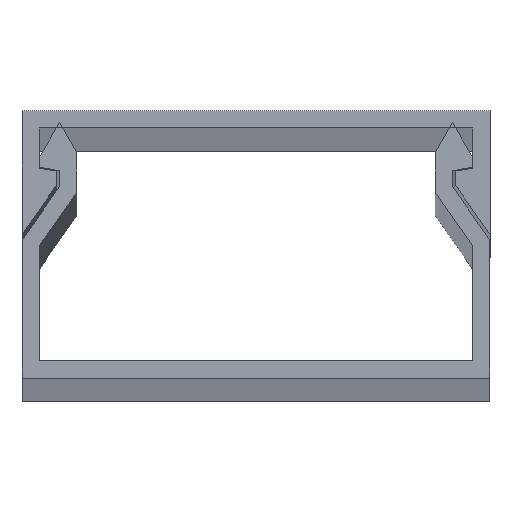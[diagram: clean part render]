
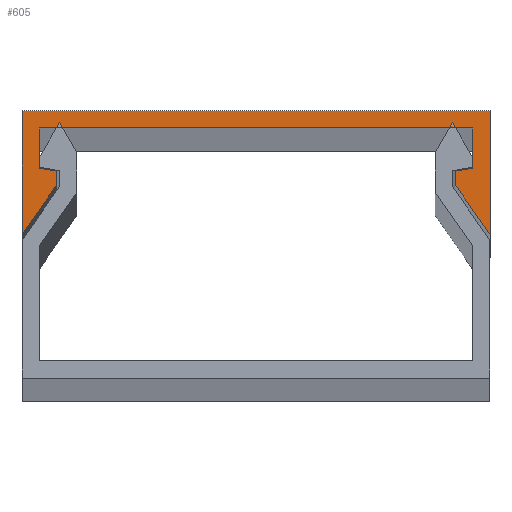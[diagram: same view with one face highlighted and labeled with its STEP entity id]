
A CAD part, top view. The second image highlights one B-rep face of the part: STEP entity #605.
In plain terms, the highlighted planar face has unit normal (0, 0, 1).
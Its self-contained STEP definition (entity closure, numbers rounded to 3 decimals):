
#12 = LINE ( 'NONE', #487, #775 ) ;
#32 = FACE_OUTER_BOUND ( 'NONE', #270, .T. ) ;
#50 = CARTESIAN_POINT ( 'NONE',  ( 32., 31.131, 250. ) ) ;
#56 = CARTESIAN_POINT ( 'NONE',  ( 2.4, 30.145, 250. ) ) ;
#59 = DIRECTION ( 'NONE',  ( 0.985, 0.174, 0. ) ) ;
#93 = EDGE_CURVE ( 'NONE', #1521, #1150, #355, .T. ) ;
#96 = VERTEX_POINT ( 'NONE', #1500 ) ;
#119 = EDGE_CURVE ( 'NONE', #996, #362, #1660, .T. ) ;
#155 = ORIENTED_EDGE ( 'NONE', *, *, #1573, .F. ) ;
#192 = ORIENTED_EDGE ( 'NONE', *, *, #917, .F. ) ;
#195 = ORIENTED_EDGE ( 'NONE', *, *, #877, .F. ) ;
#225 = DIRECTION ( 'NONE',  ( 0., 1., 0. ) ) ;
#227 = CARTESIAN_POINT ( 'NONE',  ( 2.346, 30.068, 250. ) ) ;
#230 = CARTESIAN_POINT ( 'NONE',  ( 32.2, 30.431, 250. ) ) ;
#232 = DIRECTION ( 'NONE',  ( 1., 0., 0. ) ) ;
#235 = DIRECTION ( 'NONE',  ( -0.574, -0.819, 0. ) ) ;
#245 = ORIENTED_EDGE ( 'NONE', *, *, #1193, .F. ) ;
#259 = EDGE_CURVE ( 'NONE', #1194, #1521, #781, .T. ) ;
#270 = EDGE_LOOP ( 'NONE', ( #715, #192, #195, #302, #800, #296, #1038, #1293, #1673, #1217, #155, #245 ) ) ;
#273 = EDGE_CURVE ( 'NONE', #1688, #96, #1754, .T. ) ;
#296 = ORIENTED_EDGE ( 'NONE', *, *, #259, .F. ) ;
#302 = ORIENTED_EDGE ( 'NONE', *, *, #1608, .F. ) ;
#332 = CARTESIAN_POINT ( 'NONE',  ( 1.1, 31.395, 250. ) ) ;
#355 = LINE ( 'NONE', #1473, #1542 ) ;
#362 = VERTEX_POINT ( 'NONE', #332 ) ;
#419 = LINE ( 'NONE', #1609, #476 ) ;
#451 = CARTESIAN_POINT ( 'NONE',  ( 32.2, 30.145, 250. ) ) ;
#455 = LINE ( 'NONE', #1266, #1318 ) ;
#469 = VECTOR ( 'NONE', #1418, 1000. ) ;
#476 = VECTOR ( 'NONE', #1630, 1000. ) ;
#487 = CARTESIAN_POINT ( 'NONE',  ( 2.4, 31.131, 250. ) ) ;
#525 = CARTESIAN_POINT ( 'NONE',  ( 2.879, 35.695, 250. ) ) ;
#539 = VERTEX_POINT ( 'NONE', #926 ) ;
#599 = VERTEX_POINT ( 'NONE', #731 ) ;
#605 = ADVANCED_FACE ( 'NONE', ( #32 ), #771, .F. ) ;
#655 = LINE ( 'NONE', #851, #1727 ) ;
#715 = ORIENTED_EDGE ( 'NONE', *, *, #273, .F. ) ;
#731 = CARTESIAN_POINT ( 'NONE',  ( 33.5, 34.395, 250. ) ) ;
#771 = PLANE ( 'NONE',  #1002 ) ;
#775 = VECTOR ( 'NONE', #956, 1000. ) ;
#781 = LINE ( 'NONE', #227, #933 ) ;
#786 = CARTESIAN_POINT ( 'NONE',  ( -0.2, 26.432, 250. ) ) ;
#800 = ORIENTED_EDGE ( 'NONE', *, *, #93, .F. ) ;
#830 = DIRECTION ( 'NONE',  ( 0., 1., 0. ) ) ;
#832 = CARTESIAN_POINT ( 'NONE',  ( 2.879, 21.67, 250. ) ) ;
#834 = DIRECTION ( 'NONE',  ( 0., 0., -1. ) ) ;
#836 = DIRECTION ( 'NONE',  ( -1., 0., 0. ) ) ;
#851 = CARTESIAN_POINT ( 'NONE',  ( 33.5, 21.67, 250. ) ) ;
#863 = LINE ( 'NONE', #525, #904 ) ;
#877 = EDGE_CURVE ( 'NONE', #973, #539, #1355, .T. ) ;
#880 = VECTOR ( 'NONE', #1504, 1000. ) ;
#904 = VECTOR ( 'NONE', #232, 1000. ) ;
#917 = EDGE_CURVE ( 'NONE', #539, #1688, #455, .T. ) ;
#926 = CARTESIAN_POINT ( 'NONE',  ( 34.8, 26.432, 250. ) ) ;
#933 = VECTOR ( 'NONE', #235, 1000. ) ;
#956 = DIRECTION ( 'NONE',  ( 0., -1., 0. ) ) ;
#973 = VERTEX_POINT ( 'NONE', #1576 ) ;
#981 = LINE ( 'NONE', #1411, #469 ) ;
#996 = VERTEX_POINT ( 'NONE', #1599 ) ;
#1002 = AXIS2_PLACEMENT_3D ( 'NONE', #832, #834, #836 ) ;
#1013 = EDGE_CURVE ( 'NONE', #599, #996, #419, .T. ) ;
#1038 = ORIENTED_EDGE ( 'NONE', *, *, #1476, .F. ) ;
#1040 = VERTEX_POINT ( 'NONE', #1648 ) ;
#1068 = LINE ( 'NONE', #50, #1310 ) ;
#1121 = VERTEX_POINT ( 'NONE', #1815 ) ;
#1150 = VERTEX_POINT ( 'NONE', #1841 ) ;
#1157 = DIRECTION ( 'NONE',  ( 0., -1., 0. ) ) ;
#1166 = CARTESIAN_POINT ( 'NONE',  ( 34.8, 21.67, 250. ) ) ;
#1193 = EDGE_CURVE ( 'NONE', #96, #1121, #1068, .T. ) ;
#1194 = VERTEX_POINT ( 'NONE', #56 ) ;
#1217 = ORIENTED_EDGE ( 'NONE', *, *, #1013, .F. ) ;
#1266 = CARTESIAN_POINT ( 'NONE',  ( 33.709, 27.991, 250. ) ) ;
#1268 = DIRECTION ( 'NONE',  ( -0.574, 0.819, 0. ) ) ;
#1293 = ORIENTED_EDGE ( 'NONE', *, *, #1385, .F. ) ;
#1310 = VECTOR ( 'NONE', #59, 1000. ) ;
#1318 = VECTOR ( 'NONE', #1268, 1000. ) ;
#1338 = VECTOR ( 'NONE', #1157, 1000. ) ;
#1355 = LINE ( 'NONE', #1166, #1338 ) ;
#1385 = EDGE_CURVE ( 'NONE', #362, #1040, #981, .T. ) ;
#1411 = CARTESIAN_POINT ( 'NONE',  ( 1.1, 31.395, 250. ) ) ;
#1418 = DIRECTION ( 'NONE',  ( 0.985, -0.174, 0. ) ) ;
#1470 = DIRECTION ( 'NONE',  ( 0., 1., 0. ) ) ;
#1473 = CARTESIAN_POINT ( 'NONE',  ( -0.2, 21.67, 250. ) ) ;
#1476 = EDGE_CURVE ( 'NONE', #1040, #1194, #12, .T. ) ;
#1495 = CARTESIAN_POINT ( 'NONE',  ( 1.1, 21.67, 250. ) ) ;
#1500 = CARTESIAN_POINT ( 'NONE',  ( 32.2, 31.166, 250. ) ) ;
#1504 = DIRECTION ( 'NONE',  ( 0., -1., 0. ) ) ;
#1521 = VERTEX_POINT ( 'NONE', #786 ) ;
#1542 = VECTOR ( 'NONE', #1470, 1000. ) ;
#1573 = EDGE_CURVE ( 'NONE', #1121, #599, #655, .T. ) ;
#1576 = CARTESIAN_POINT ( 'NONE',  ( 34.8, 35.695, 250. ) ) ;
#1599 = CARTESIAN_POINT ( 'NONE',  ( 1.1, 34.395, 250. ) ) ;
#1608 = EDGE_CURVE ( 'NONE', #1150, #973, #863, .T. ) ;
#1609 = CARTESIAN_POINT ( 'NONE',  ( 38.7, 34.395, 250. ) ) ;
#1630 = DIRECTION ( 'NONE',  ( -1., 0., 0. ) ) ;
#1648 = CARTESIAN_POINT ( 'NONE',  ( 2.4, 31.166, 250. ) ) ;
#1660 = LINE ( 'NONE', #1495, #880 ) ;
#1673 = ORIENTED_EDGE ( 'NONE', *, *, #119, .F. ) ;
#1688 = VERTEX_POINT ( 'NONE', #451 ) ;
#1701 = VECTOR ( 'NONE', #225, 1000. ) ;
#1727 = VECTOR ( 'NONE', #830, 1000. ) ;
#1754 = LINE ( 'NONE', #230, #1701 ) ;
#1815 = CARTESIAN_POINT ( 'NONE',  ( 33.5, 31.395, 250. ) ) ;
#1841 = CARTESIAN_POINT ( 'NONE',  ( -0.2, 35.695, 250. ) ) ;
